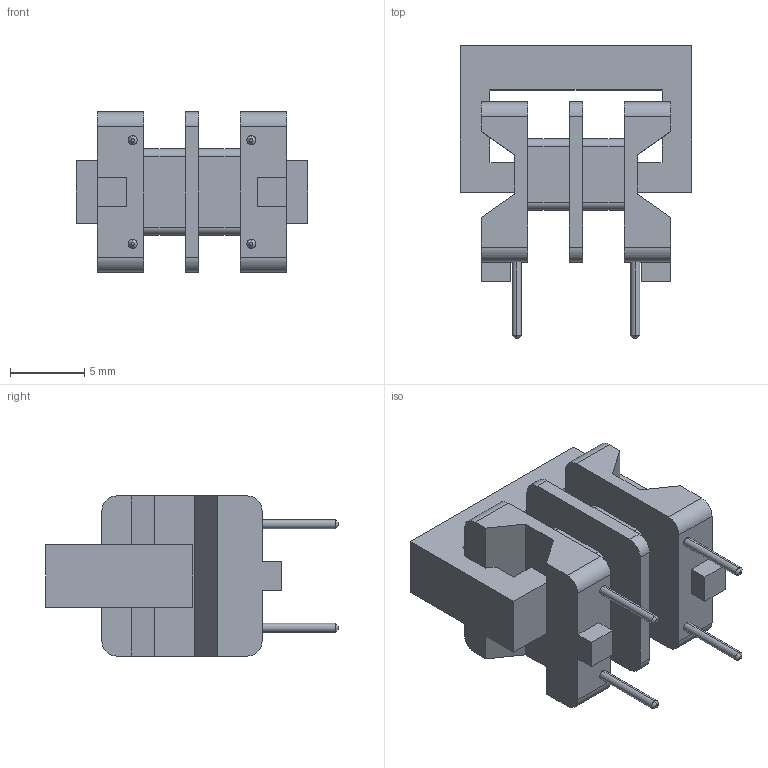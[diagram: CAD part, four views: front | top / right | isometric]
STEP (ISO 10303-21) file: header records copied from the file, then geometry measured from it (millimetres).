
FILE_DESCRIPTION (( 'STEP AP214' ), '1' );
FILE_NAME ('cuon loc 1a.STEP', '2019-06-17T02:36:38', ( '' ), ( '' ), 'SwSTEP 2.0', 'SolidWorks 2014', '' );
FILE_SCHEMA (( 'AUTOMOTIVE_DESIGN' ));
Length unit declared in the file: millimetre
Products named in the file (1): cuon loc 1a
Bounding box: 15.6 x 19.75 x 10.8 mm (x, y, z)
Volume: 1128.5 mm3; surface area: 1443.7 mm2
Topology: 1 solids, 1 shells, 98 faces, 268 edges, 176 vertices
Faces by surface type: plane 62, cylinder 28, cone 8
Entity records: 4062 total; most frequent: CARTESIAN_POINT 543, ORIENTED_EDGE 536, DIRECTION 530, EDGE_CURVE 268, VECTOR 204, LINE 204, VERTEX_POINT 176, AXIS2_PLACEMENT_3D 163
